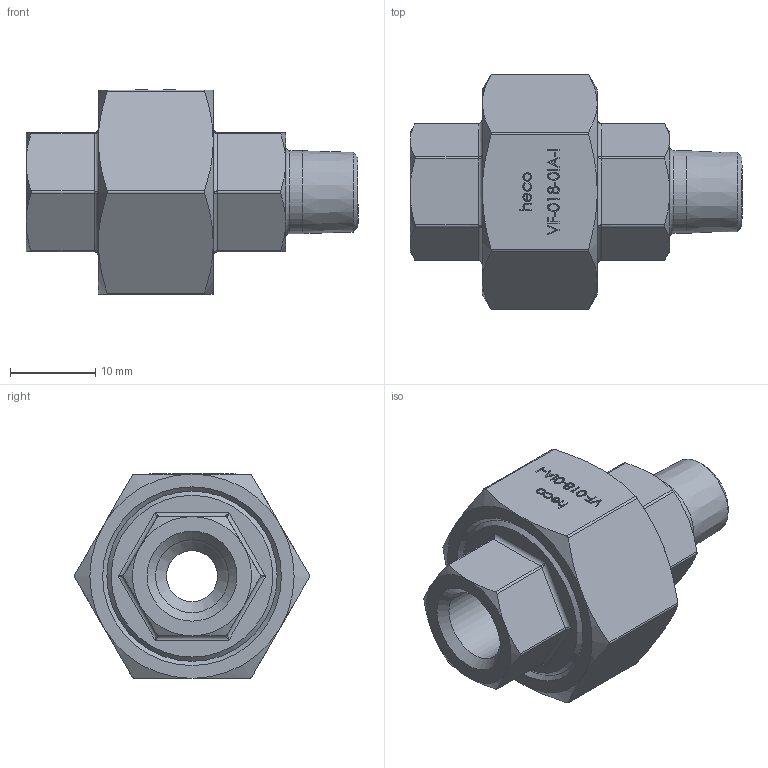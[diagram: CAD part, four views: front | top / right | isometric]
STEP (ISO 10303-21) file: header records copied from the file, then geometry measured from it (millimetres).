
FILE_DESCRIPTION (( 'STEP AP214' ), '1' );
FILE_NAME ('heco_VF-018-0IA-I.STEP', '2016-07-06T13:10:58', ( '' ), ( '' ), 'SwSTEP 2.0', 'SolidWorks 2011', '' );
FILE_SCHEMA (( 'AUTOMOTIVE_DESIGN' ));
Length unit declared in the file: millimetre
Products named in the file (1): heco_VF-018-0IA-I
Bounding box: 39 x 27.62 x 24.05 mm (x, y, z)
Volume: 7764.5 mm3; surface area: 4173.4 mm2
Topology: 1 solids, 1 shells, 270 faces, 658 edges, 408 vertices
Faces by surface type: plane 117, bspline 82, cylinder 37, cone 32, torus 2
Full cylindrical faces by diameter (mm): 6 x1, 8.566 x1, 9.728 x1, 10.128 x1, 18 x1, 19.4 x1, 20 x1
Entity records: 13669 total; most frequent: CARTESIAN_POINT 6528, ORIENTED_EDGE 1252, DIRECTION 803, EDGE_CURVE 626, VERTEX_POINT 405, LINE 331, VECTOR 331, EDGE_LOOP 319
